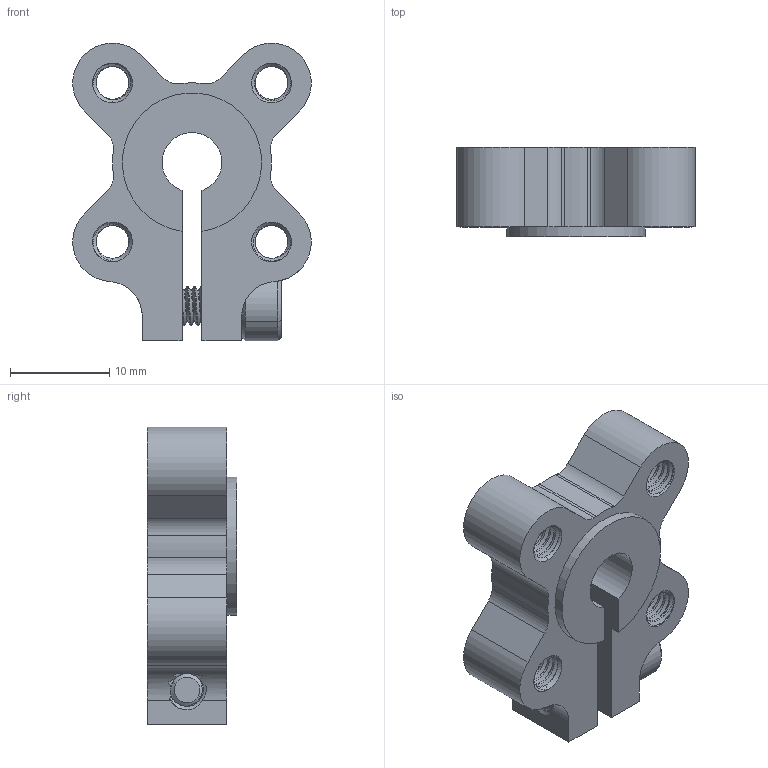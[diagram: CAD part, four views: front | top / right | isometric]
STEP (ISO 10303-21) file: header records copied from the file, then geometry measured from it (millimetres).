
FILE_DESCRIPTION (( 'STEP AP203' ), '1' );
FILE_NAME ('1301-0016-0006 assembly.STEP', '2018-06-28T14:18:02', ( '' ), ( '' ), 'SwSTEP 2.0', 'SolidWorks 2016', '' );
FILE_SCHEMA (( 'CONFIG_CONTROL_DESIGN' ));
Length unit declared in the file: millimetre
Products named in the file (3): 1301-0016-0006 assembly; 1301-0016-0006; 2800-0004-0010_90128A207
Assembly tree (2 placements, depth 2):
  1301-0016-0006 assembly
    1301-0016-0006
    2800-0004-0010_90128A207
Bounding box: 24 x 9 x 29.92 mm (x, y, z)
Volume: 3587.8 mm3; surface area: 3146.4 mm2
Topology: 2 solids, 2 shells, 379 faces, 1085 edges, 711 vertices
Faces by surface type: cylinder 300, cone 37, plane 27, bspline 15
Entity records: 30392 total; most frequent: CARTESIAN_POINT 21880, ORIENTED_EDGE 2170, DIRECTION 1330, EDGE_CURVE 1085, VERTEX_POINT 711, AXIS2_PLACEMENT_3D 483, EDGE_LOOP 392, ADVANCED_FACE 379
